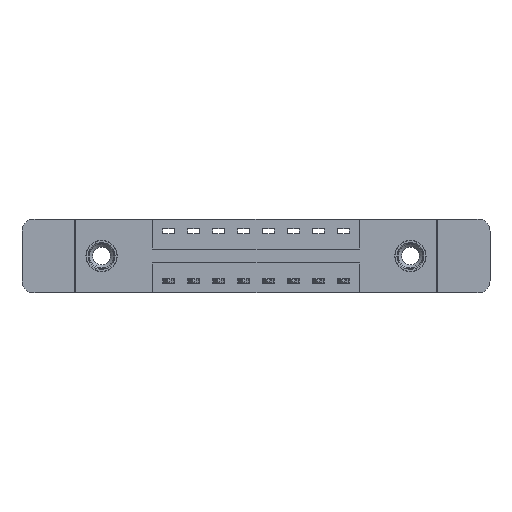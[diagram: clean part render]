
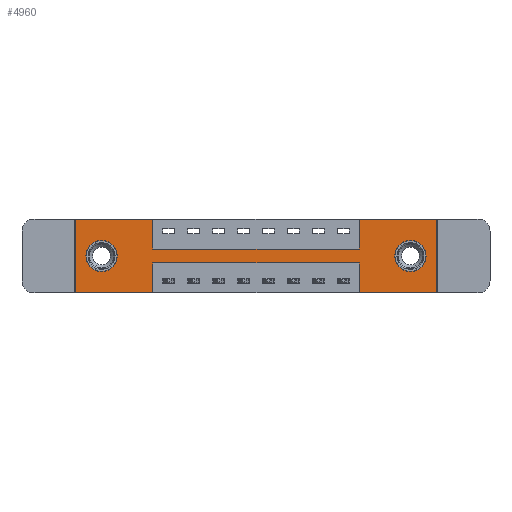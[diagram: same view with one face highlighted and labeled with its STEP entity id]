
A CAD part, front view. The second image highlights one B-rep face of the part: STEP entity #4960.
In plain terms, the highlighted planar face has unit normal (0, -1, 0).
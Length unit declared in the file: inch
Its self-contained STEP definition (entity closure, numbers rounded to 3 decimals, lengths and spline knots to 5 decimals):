
#75 = ORIENTED_EDGE ( 'NONE', *, *, #13549, .F. ) ;
#235 = CARTESIAN_POINT ( 'NONE',  ( 1.4225, 0., 0. ) ) ;
#303 = EDGE_CURVE ( 'NONE', #11898, #12960, #12532, .T. ) ;
#344 = ORIENTED_EDGE ( 'NONE', *, *, #14005, .F. ) ;
#371 = VERTEX_POINT ( 'NONE', #13948 ) ;
#398 = DIRECTION ( 'NONE',  ( -1., 0., 0. ) ) ;
#446 = CARTESIAN_POINT ( 'NONE',  ( 1.81, 0., -0.37 ) ) ;
#484 = LINE ( 'NONE', #1320, #2775 ) ;
#495 = VECTOR ( 'NONE', #12487, 39.37008 ) ;
#705 = LINE ( 'NONE', #6540, #8653 ) ;
#1292 = CARTESIAN_POINT ( 'NONE',  ( 0.3875, 0., 0. ) ) ;
#1320 = CARTESIAN_POINT ( 'NONE',  ( 0., 0., 0. ) ) ;
#1361 = VERTEX_POINT ( 'NONE', #9845 ) ;
#1386 = VERTEX_POINT ( 'NONE', #3928 ) ;
#1436 = VERTEX_POINT ( 'NONE', #8887 ) ;
#1493 = VERTEX_POINT ( 'NONE', #5301 ) ;
#1587 = VERTEX_POINT ( 'NONE', #6750 ) ;
#2134 = ORIENTED_EDGE ( 'NONE', *, *, #2663, .F. ) ;
#2239 = VECTOR ( 'NONE', #5821, 39.37008 ) ;
#2267 = EDGE_CURVE ( 'NONE', #14793, #1493, #8219, .T. ) ;
#2354 = CARTESIAN_POINT ( 'NONE',  ( 0.1325, 0., -0.185 ) ) ;
#2416 = VERTEX_POINT ( 'NONE', #3644 ) ;
#2663 = EDGE_CURVE ( 'NONE', #1587, #7794, #11863, .T. ) ;
#2664 = LINE ( 'NONE', #1292, #2239 ) ;
#2732 = DIRECTION ( 'NONE',  ( 0., 0., -1. ) ) ;
#2775 = VECTOR ( 'NONE', #9928, 39.37008 ) ;
#2840 = VECTOR ( 'NONE', #12306, 39.37008 ) ;
#2877 = VERTEX_POINT ( 'NONE', #14511 ) ;
#2970 = CARTESIAN_POINT ( 'NONE',  ( 1.4225, 0., -0.37 ) ) ;
#3030 = AXIS2_PLACEMENT_3D ( 'NONE', #2354, #14186, #10680 ) ;
#3071 = LINE ( 'NONE', #11326, #495 ) ;
#3125 = DIRECTION ( 'NONE',  ( 0., 0., -1. ) ) ;
#3418 = DIRECTION ( 'NONE',  ( 0., -1., 0. ) ) ;
#3507 = VECTOR ( 'NONE', #5449, 39.37008 ) ;
#3601 = ORIENTED_EDGE ( 'NONE', *, *, #9803, .F. ) ;
#3644 = CARTESIAN_POINT ( 'NONE',  ( 0.3875, 0., -0.37 ) ) ;
#3785 = ORIENTED_EDGE ( 'NONE', *, *, #4773, .F. ) ;
#3928 = CARTESIAN_POINT ( 'NONE',  ( 0.3875, 0., -0.15 ) ) ;
#4125 = DIRECTION ( 'NONE',  ( 0., 0., -1. ) ) ;
#4127 = CARTESIAN_POINT ( 'NONE',  ( 1.4225, 0., 0. ) ) ;
#4165 = DIRECTION ( 'NONE',  ( 0., 0., -1. ) ) ;
#4205 = LINE ( 'NONE', #4127, #4395 ) ;
#4395 = VECTOR ( 'NONE', #13425, 39.37008 ) ;
#4503 = PLANE ( 'NONE',  #4891 ) ;
#4564 = VECTOR ( 'NONE', #398, 39.37008 ) ;
#4581 = CARTESIAN_POINT ( 'NONE',  ( 0.3875, 0., -0.37 ) ) ;
#4773 = EDGE_CURVE ( 'NONE', #1361, #11377, #4205, .T. ) ;
#4891 = AXIS2_PLACEMENT_3D ( 'NONE', #13938, #3418, #13720 ) ;
#4929 = ORIENTED_EDGE ( 'NONE', *, *, #11719, .T. ) ;
#4960 = ADVANCED_FACE ( 'NONE', ( #5424, #10418, #13644 ), #4503, .T. ) ;
#4968 = DIRECTION ( 'NONE',  ( 0., 1., 0. ) ) ;
#5260 = EDGE_CURVE ( 'NONE', #7903, #1436, #3071, .T. ) ;
#5301 = CARTESIAN_POINT ( 'NONE',  ( 1.6775, 0., -0.263 ) ) ;
#5358 = DIRECTION ( 'NONE',  ( -1., 0., 0. ) ) ;
#5424 = FACE_BOUND ( 'NONE', #14768, .T. ) ;
#5449 = DIRECTION ( 'NONE',  ( 0., 0., 1. ) ) ;
#5665 = EDGE_CURVE ( 'NONE', #2416, #6949, #5778, .T. ) ;
#5768 = CARTESIAN_POINT ( 'NONE',  ( 1.6775, 0., -0.107 ) ) ;
#5778 = LINE ( 'NONE', #6700, #10076 ) ;
#5821 = DIRECTION ( 'NONE',  ( 0., 0., -1. ) ) ;
#5882 = CARTESIAN_POINT ( 'NONE',  ( 0.3875, 0., -0.15 ) ) ;
#6037 = ORIENTED_EDGE ( 'NONE', *, *, #5665, .F. ) ;
#6129 = CARTESIAN_POINT ( 'NONE',  ( 1.4225, 0., -0.37 ) ) ;
#6245 = ORIENTED_EDGE ( 'NONE', *, *, #9695, .T. ) ;
#6420 = DIRECTION ( 'NONE',  ( 0., 1., 0. ) ) ;
#6540 = CARTESIAN_POINT ( 'NONE',  ( 1.81, 0., 0. ) ) ;
#6545 = CARTESIAN_POINT ( 'NONE',  ( 1.81, 0., 0. ) ) ;
#6608 = DIRECTION ( 'NONE',  ( 0., 0., 1. ) ) ;
#6630 = ORIENTED_EDGE ( 'NONE', *, *, #303, .F. ) ;
#6700 = CARTESIAN_POINT ( 'NONE',  ( 0., 0., -0.37 ) ) ;
#6750 = CARTESIAN_POINT ( 'NONE',  ( 1.4225, 0., -0.22 ) ) ;
#6769 = VECTOR ( 'NONE', #3125, 39.37008 ) ;
#6807 = LINE ( 'NONE', #4581, #6769 ) ;
#6949 = VERTEX_POINT ( 'NONE', #9377 ) ;
#6970 = LINE ( 'NONE', #10297, #3507 ) ;
#7033 = CARTESIAN_POINT ( 'NONE',  ( 0.3875, 0., -0.22 ) ) ;
#7180 = VERTEX_POINT ( 'NONE', #6545 ) ;
#7182 = CIRCLE ( 'NONE', #11386, 0.078 ) ;
#7562 = AXIS2_PLACEMENT_3D ( 'NONE', #14256, #4968, #2732 ) ;
#7578 = LINE ( 'NONE', #2970, #2840 ) ;
#7769 = EDGE_CURVE ( 'NONE', #1436, #1386, #2664, .T. ) ;
#7794 = VERTEX_POINT ( 'NONE', #7033 ) ;
#7903 = VERTEX_POINT ( 'NONE', #14480 ) ;
#8061 = CIRCLE ( 'NONE', #7562, 0.078 ) ;
#8219 = CIRCLE ( 'NONE', #12184, 0.078 ) ;
#8407 = DIRECTION ( 'NONE',  ( 1., 0., 0. ) ) ;
#8653 = VECTOR ( 'NONE', #4165, 39.37008 ) ;
#8875 = ORIENTED_EDGE ( 'NONE', *, *, #9019, .T. ) ;
#8887 = CARTESIAN_POINT ( 'NONE',  ( 0.3875, 0., 0. ) ) ;
#8892 = CARTESIAN_POINT ( 'NONE',  ( 0.1325, 0., -0.185 ) ) ;
#9019 = EDGE_CURVE ( 'NONE', #2877, #371, #10653, .T. ) ;
#9377 = CARTESIAN_POINT ( 'NONE',  ( 0., 0., -0.37 ) ) ;
#9663 = EDGE_CURVE ( 'NONE', #11377, #7180, #484, .T. ) ;
#9695 = EDGE_CURVE ( 'NONE', #371, #2877, #7182, .T. ) ;
#9762 = ORIENTED_EDGE ( 'NONE', *, *, #7769, .F. ) ;
#9803 = EDGE_CURVE ( 'NONE', #7180, #11898, #705, .T. ) ;
#9845 = CARTESIAN_POINT ( 'NONE',  ( 1.4225, 0., -0.15 ) ) ;
#9928 = DIRECTION ( 'NONE',  ( 1., 0., 0. ) ) ;
#9937 = ORIENTED_EDGE ( 'NONE', *, *, #5260, .F. ) ;
#9961 = CARTESIAN_POINT ( 'NONE',  ( 1.6775, 0., -0.185 ) ) ;
#10076 = VECTOR ( 'NONE', #10251, 39.37008 ) ;
#10091 = ORIENTED_EDGE ( 'NONE', *, *, #13939, .F. ) ;
#10251 = DIRECTION ( 'NONE',  ( -1., 0., 0. ) ) ;
#10271 = VECTOR ( 'NONE', #8407, 39.37008 ) ;
#10297 = CARTESIAN_POINT ( 'NONE',  ( 0., 0., 0. ) ) ;
#10418 = FACE_BOUND ( 'NONE', #14715, .T. ) ;
#10653 = CIRCLE ( 'NONE', #3030, 0.078 ) ;
#10680 = DIRECTION ( 'NONE',  ( 0., 0., 1. ) ) ;
#11326 = CARTESIAN_POINT ( 'NONE',  ( 0., 0., 0. ) ) ;
#11377 = VERTEX_POINT ( 'NONE', #235 ) ;
#11386 = AXIS2_PLACEMENT_3D ( 'NONE', #8892, #13462, #6608 ) ;
#11719 = EDGE_CURVE ( 'NONE', #1493, #14793, #8061, .T. ) ;
#11863 = LINE ( 'NONE', #12099, #4564 ) ;
#11876 = ORIENTED_EDGE ( 'NONE', *, *, #9663, .F. ) ;
#11898 = VERTEX_POINT ( 'NONE', #446 ) ;
#12099 = CARTESIAN_POINT ( 'NONE',  ( 0.3875, 0., -0.22 ) ) ;
#12184 = AXIS2_PLACEMENT_3D ( 'NONE', #9961, #6420, #4125 ) ;
#12306 = DIRECTION ( 'NONE',  ( 0., 0., 1. ) ) ;
#12487 = DIRECTION ( 'NONE',  ( 1., 0., 0. ) ) ;
#12492 = ORIENTED_EDGE ( 'NONE', *, *, #14098, .F. ) ;
#12532 = LINE ( 'NONE', #14788, #14999 ) ;
#12960 = VERTEX_POINT ( 'NONE', #6129 ) ;
#13425 = DIRECTION ( 'NONE',  ( 0., 0., 1. ) ) ;
#13462 = DIRECTION ( 'NONE',  ( 0., 1., 0. ) ) ;
#13549 = EDGE_CURVE ( 'NONE', #6949, #7903, #6970, .T. ) ;
#13580 = EDGE_LOOP ( 'NONE', ( #344, #2134, #10091, #6630, #3601, #11876, #3785, #12492, #9762, #9937, #75, #6037 ) ) ;
#13644 = FACE_OUTER_BOUND ( 'NONE', #13580, .T. ) ;
#13720 = DIRECTION ( 'NONE',  ( 0., 0., -1. ) ) ;
#13851 = ORIENTED_EDGE ( 'NONE', *, *, #2267, .T. ) ;
#13938 = CARTESIAN_POINT ( 'NONE',  ( 0., 0., -0.37 ) ) ;
#13939 = EDGE_CURVE ( 'NONE', #12960, #1587, #7578, .T. ) ;
#13948 = CARTESIAN_POINT ( 'NONE',  ( 0.1325, 0., -0.263 ) ) ;
#14005 = EDGE_CURVE ( 'NONE', #7794, #2416, #6807, .T. ) ;
#14098 = EDGE_CURVE ( 'NONE', #1386, #1361, #14787, .T. ) ;
#14186 = DIRECTION ( 'NONE',  ( 0., 1., 0. ) ) ;
#14256 = CARTESIAN_POINT ( 'NONE',  ( 1.6775, 0., -0.185 ) ) ;
#14480 = CARTESIAN_POINT ( 'NONE',  ( 0., 0., 0. ) ) ;
#14511 = CARTESIAN_POINT ( 'NONE',  ( 0.1325, 0., -0.107 ) ) ;
#14715 = EDGE_LOOP ( 'NONE', ( #8875, #6245 ) ) ;
#14768 = EDGE_LOOP ( 'NONE', ( #13851, #4929 ) ) ;
#14787 = LINE ( 'NONE', #5882, #10271 ) ;
#14788 = CARTESIAN_POINT ( 'NONE',  ( 0., 0., -0.37 ) ) ;
#14793 = VERTEX_POINT ( 'NONE', #5768 ) ;
#14999 = VECTOR ( 'NONE', #5358, 39.37008 ) ;
